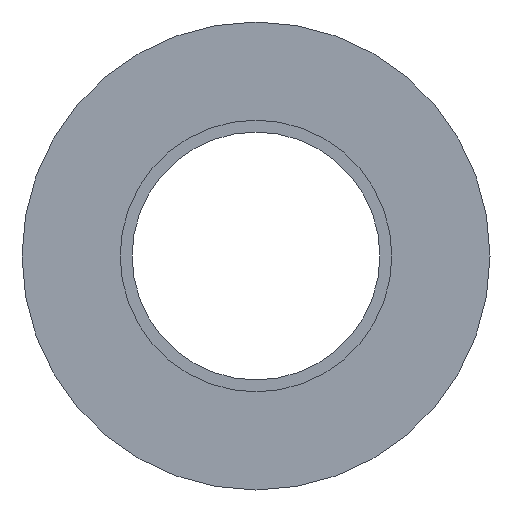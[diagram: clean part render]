
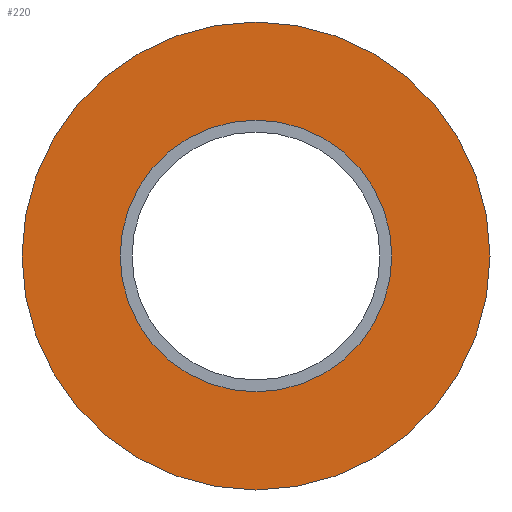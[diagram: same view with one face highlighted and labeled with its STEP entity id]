
A CAD part, left-side view. The second image highlights one B-rep face of the part: STEP entity #220.
In plain terms, the highlighted planar face has unit normal (-1, 0, 0).
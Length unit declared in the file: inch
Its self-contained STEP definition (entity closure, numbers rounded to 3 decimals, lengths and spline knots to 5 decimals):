
#3 = ORIENTED_EDGE ( 'NONE', *, *, #65, .T. ) ;
#21 = EDGE_CURVE ( 'NONE', #44, #307, #385, .T. ) ;
#23 = CARTESIAN_POINT ( 'NONE',  ( 0., 0., -0.59 ) ) ;
#24 = CARTESIAN_POINT ( 'NONE',  ( 0., 0., 0. ) ) ;
#25 = DIRECTION ( 'NONE',  ( 0., 0., 1. ) ) ;
#31 = ORIENTED_EDGE ( 'NONE', *, *, #263, .F. ) ;
#44 = VERTEX_POINT ( 'NONE', #174 ) ;
#65 = EDGE_CURVE ( 'NONE', #336, #178, #328, .T. ) ;
#83 = CARTESIAN_POINT ( 'NONE',  ( 0., 0., 0.3425 ) ) ;
#93 = DIRECTION ( 'NONE',  ( 0., 0., 1. ) ) ;
#95 = EDGE_CURVE ( 'NONE', #178, #336, #131, .T. ) ;
#96 = DIRECTION ( 'NONE',  ( 1., 0., 0. ) ) ;
#111 = CARTESIAN_POINT ( 'NONE',  ( 0., 0., 0.59 ) ) ;
#126 = ORIENTED_EDGE ( 'NONE', *, *, #95, .T. ) ;
#130 = CIRCLE ( 'NONE', #266, 0.3425 ) ;
#131 = CIRCLE ( 'NONE', #373, 0.59 ) ;
#149 = DIRECTION ( 'NONE',  ( -1., 0., 0. ) ) ;
#153 = DIRECTION ( 'NONE',  ( -1., 0., 0. ) ) ;
#154 = CARTESIAN_POINT ( 'NONE',  ( 0., 0.3425, 0. ) ) ;
#158 = EDGE_LOOP ( 'NONE', ( #3, #126 ) ) ;
#164 = ORIENTED_EDGE ( 'NONE', *, *, #21, .F. ) ;
#174 = CARTESIAN_POINT ( 'NONE',  ( 0., 0., -0.3425 ) ) ;
#178 = VERTEX_POINT ( 'NONE', #23 ) ;
#185 = PLANE ( 'NONE',  #235 ) ;
#209 = DIRECTION ( 'NONE',  ( -1., 0., 0. ) ) ;
#212 = CARTESIAN_POINT ( 'NONE',  ( 0., 0., 0. ) ) ;
#220 = ADVANCED_FACE ( 'NONE', ( #248, #398 ), #185, .F. ) ;
#235 = AXIS2_PLACEMENT_3D ( 'NONE', #154, #96, #371 ) ;
#248 = FACE_BOUND ( 'NONE', #338, .T. ) ;
#263 = EDGE_CURVE ( 'NONE', #307, #44, #130, .T. ) ;
#266 = AXIS2_PLACEMENT_3D ( 'NONE', #212, #304, #25 ) ;
#295 = CARTESIAN_POINT ( 'NONE',  ( 0., 0., 0. ) ) ;
#300 = AXIS2_PLACEMENT_3D ( 'NONE', #24, #209, #391 ) ;
#304 = DIRECTION ( 'NONE',  ( -1., 0., 0. ) ) ;
#307 = VERTEX_POINT ( 'NONE', #83 ) ;
#328 = CIRCLE ( 'NONE', #333, 0.59 ) ;
#333 = AXIS2_PLACEMENT_3D ( 'NONE', #295, #149, #364 ) ;
#336 = VERTEX_POINT ( 'NONE', #111 ) ;
#338 = EDGE_LOOP ( 'NONE', ( #31, #164 ) ) ;
#364 = DIRECTION ( 'NONE',  ( 0., 0., 1. ) ) ;
#367 = CARTESIAN_POINT ( 'NONE',  ( 0., 0., 0. ) ) ;
#371 = DIRECTION ( 'NONE',  ( 0., 0., -1. ) ) ;
#373 = AXIS2_PLACEMENT_3D ( 'NONE', #367, #153, #93 ) ;
#385 = CIRCLE ( 'NONE', #300, 0.3425 ) ;
#391 = DIRECTION ( 'NONE',  ( 0., 0., 1. ) ) ;
#398 = FACE_OUTER_BOUND ( 'NONE', #158, .T. ) ;
